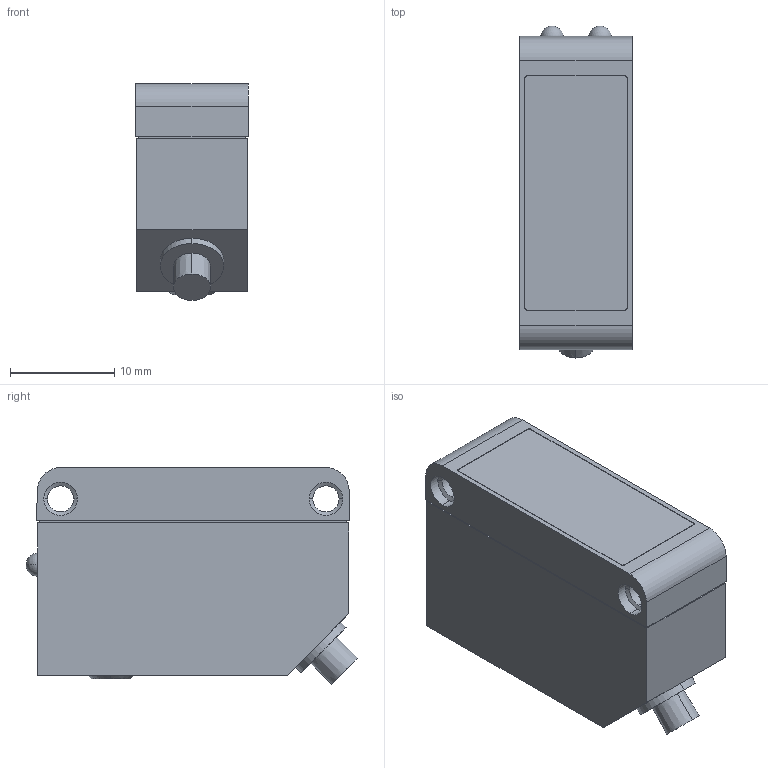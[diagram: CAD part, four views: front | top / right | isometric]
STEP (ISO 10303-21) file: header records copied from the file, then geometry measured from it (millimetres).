
FILE_DESCRIPTION(('Creo Elements/Direct Modeling STEP Export'),'2;1');
FILE_NAME('PD30-cable-simpel.stp','2017-01-20T13:01:40',('Palle Edslev '),('EDSLEV A/S'),'Creo Elements/Direct Modeling STEP processor for AP214 (Solid Model)','Creo Elements/Direct Modeling 18.1H 24-Oct-2015 (C) Parametric Technology GmbH','');
FILE_SCHEMA(('AUTOMOTIVE_DESIGN { 1 0 10303 214 1 1 1 1 }'));
Length unit declared in the file: millimetre
Products named in the file (1): PD30-cable-simpel
Bounding box: 10.8 x 31.76 x 20.76 mm (x, y, z)
Volume: 6003.9 mm3; surface area: 2425.1 mm2
Topology: 1 solids, 1 shells, 74 faces, 192 edges, 126 vertices
Faces by surface type: plane 34, cylinder 21, cone 15, sphere 4
Entity records: 2197 total; most frequent: ORIENTED_EDGE 376, CARTESIAN_POINT 372, DIRECTION 336, EDGE_CURVE 188, VERTEX_POINT 126, AXIS2_PLACEMENT_3D 116, VECTOR 104, LINE 104
